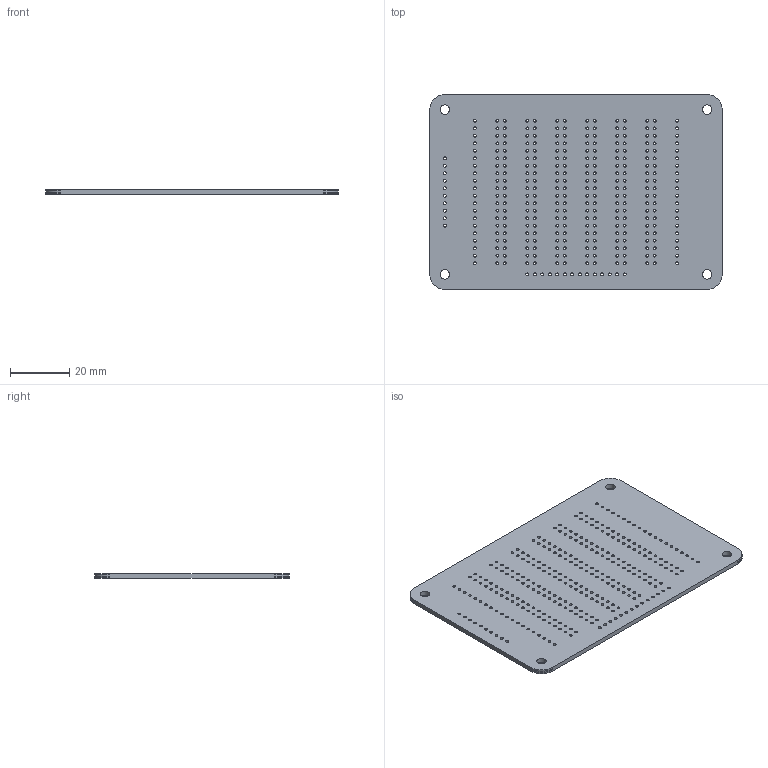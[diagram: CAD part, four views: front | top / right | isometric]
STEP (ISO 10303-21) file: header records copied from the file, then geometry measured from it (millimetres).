
FILE_DESCRIPTION(('KiCad electronic assembly'),'2;1');
FILE_NAME('spectrum_analyzer_display.step','2023-08-13T17:43:27',( 'Pcbnew'),('Kicad'),'Open CASCADE STEP processor 7.5', 'KiCad to STEP converter','Unknown');
FILE_SCHEMA(('AUTOMOTIVE_DESIGN { 1 0 10303 214 1 1 1 1 }'));
Length unit declared in the file: millimetre
Products named in the file (2): spectrum_analyzer_display 1; spectrum_analyzer_display PCB
Assembly tree (1 placements, depth 2):
  spectrum_analyzer_display 1
    spectrum_analyzer_display PCB
Bounding box: 99.06 x 66.04 x 1.58 mm (x, y, z)
Volume: 9929.9 mm3; surface area: 14531 mm2
Topology: 1 solids, 1 shells, 386 faces, 1152 edges, 768 vertices
Faces by surface type: cylinder 308, plane 78
Full cylindrical faces by diameter (mm): 0.914 x280, 1 x24, 3.2 x4
Entity records: 31415 total; most frequent: CARTESIAN_POINT 8308, DIRECTION 4232, ORIENTED_EDGE 2304, PCURVE 2304, DEFINITIONAL_REPRESENTATION 2304, LINE 2224, VECTOR 2224, EDGE_CURVE 1152
